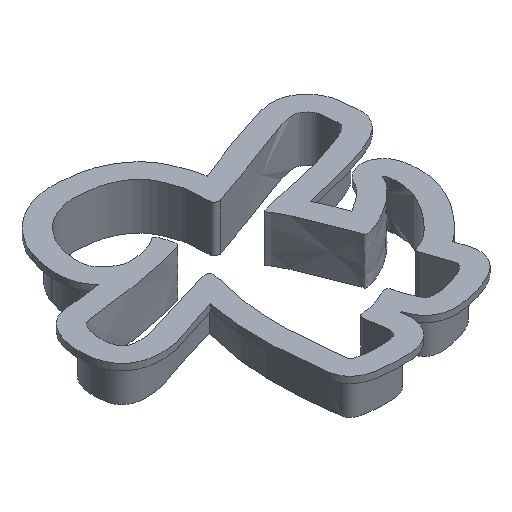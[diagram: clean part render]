
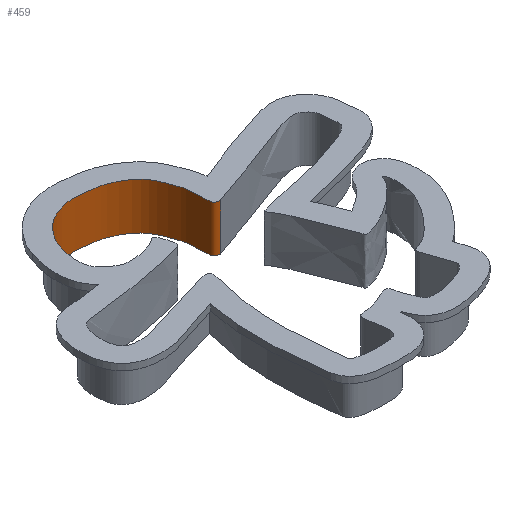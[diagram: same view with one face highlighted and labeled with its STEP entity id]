
A CAD part, isometric view. The second image highlights one B-rep face of the part: STEP entity #459.
In plain terms, the highlighted free-form (B-spline) face has degree [3, 1] with [33, 2] control points.
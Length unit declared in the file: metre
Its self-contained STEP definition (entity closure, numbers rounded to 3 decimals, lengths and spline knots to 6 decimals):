
#21=LINE('',#637,#45);
#22=LINE('',#656,#46);
#45=VECTOR('',#510,1.);
#46=VECTOR('',#511,1.);
#69=ORIENTED_EDGE('',*,*,#213,.T.);
#70=ORIENTED_EDGE('',*,*,#214,.F.);
#71=ORIENTED_EDGE('',*,*,#215,.F.);
#72=ORIENTED_EDGE('',*,*,#216,.T.);
#213=EDGE_CURVE('',#285,#286,#333,.T.);
#214=EDGE_CURVE('',#287,#286,#21,.T.);
#215=EDGE_CURVE('',#288,#287,#334,.T.);
#216=EDGE_CURVE('',#288,#285,#22,.T.);
#285=VERTEX_POINT('',#635);
#286=VERTEX_POINT('',#636);
#287=VERTEX_POINT('',#638);
#288=VERTEX_POINT('',#655);
#333=B_SPLINE_CURVE_WITH_KNOTS('',3,(#619,#620,#621,#622,#623,#624,#625,
#626,#627,#628,#629,#630,#631,#632,#633,#634),.UNSPECIFIED.,.F.,.F.,(4,
1,1,1,1,1,1,1,1,1,1,1,1,4),(0.,0.071315,0.151879,0.262613,
0.362796,0.438169,0.522596,0.610525,
0.703668,0.773684,0.82967,0.901348,0.944678,
1.),.UNSPECIFIED.);
#334=B_SPLINE_CURVE_WITH_KNOTS('',3,(#639,#640,#641,#642,#643,#644,#645,
#646,#647,#648,#649,#650,#651,#652,#653,#654),.UNSPECIFIED.,.F.,.F.,(4,
1,1,1,1,1,1,1,1,1,1,1,1,4),(0.,0.071315,0.151879,0.262613,
0.362796,0.438169,0.522596,0.610525,
0.703668,0.773684,0.82967,0.901348,0.944678,
1.),.UNSPECIFIED.);
#377=EDGE_LOOP('',(#69,#70,#71,#72));
#407=FACE_BOUND('',#377,.T.);
#437=B_SPLINE_SURFACE_WITH_KNOTS('',3,1,((#553,#554),(#555,#556),(#557,
#558),(#559,#560),(#561,#562),(#563,#564),(#565,#566),(#567,#568),(#569,
#570),(#571,#572),(#573,#574),(#575,#576),(#577,#578),(#579,#580),(#581,
#582),(#583,#584),(#585,#586),(#587,#588),(#589,#590),(#591,#592),(#593,
#594),(#595,#596),(#597,#598),(#599,#600),(#601,#602),(#603,#604),(#605,
#606),(#607,#608),(#609,#610),(#611,#612),(#613,#614),(#615,#616),(#617,
#618)),.SURF_OF_LINEAR_EXTRUSION.,.F.,.F.,.F.,(4,1,1,1,1,1,1,1,1,1,1,1,
1,1,1,1,1,1,1,1,1,1,1,1,1,1,1,1,1,1,4),(2,2),(0.,0.03125,0.0625,0.09375,
0.125,0.15625,0.1875,0.21875,0.25,0.28125,0.3125,0.34375,0.375,0.40625,
0.4375,0.5,0.53125,0.5625,0.59375,0.625,0.6875,0.71875,0.75,0.78125,0.8125,
0.84375,0.875,0.90625,0.9375,0.96875,1.),(0.,1.),.UNSPECIFIED.);
#459=ADVANCED_FACE('',(#407),#437,.F.);
#510=DIRECTION('',(0.,0.,-1.));
#511=DIRECTION('',(0.,0.,-1.));
#553=CARTESIAN_POINT('',(-0.029105,0.034738,0.0147));
#554=CARTESIAN_POINT('',(-0.029105,0.034738,0.));
#555=CARTESIAN_POINT('',(-0.028814,0.035613,0.0147));
#556=CARTESIAN_POINT('',(-0.028814,0.035613,0.));
#557=CARTESIAN_POINT('',(-0.028341,0.036765,0.0147));
#558=CARTESIAN_POINT('',(-0.028341,0.036765,0.));
#559=CARTESIAN_POINT('',(-0.027723,0.037636,0.0147));
#560=CARTESIAN_POINT('',(-0.027723,0.037636,0.));
#561=CARTESIAN_POINT('',(-0.026949,0.038755,0.0147));
#562=CARTESIAN_POINT('',(-0.026949,0.038755,0.));
#563=CARTESIAN_POINT('',(-0.025882,0.040211,0.0147));
#564=CARTESIAN_POINT('',(-0.025882,0.040211,0.));
#565=CARTESIAN_POINT('',(-0.024412,0.041727,0.0147));
#566=CARTESIAN_POINT('',(-0.024412,0.041727,0.));
#567=CARTESIAN_POINT('',(-0.022456,0.043128,0.0147));
#568=CARTESIAN_POINT('',(-0.022456,0.043128,0.));
#569=CARTESIAN_POINT('',(-0.020185,0.044305,0.0147));
#570=CARTESIAN_POINT('',(-0.020185,0.044305,0.));
#571=CARTESIAN_POINT('',(-0.017745,0.045158,0.0147));
#572=CARTESIAN_POINT('',(-0.017745,0.045158,0.));
#573=CARTESIAN_POINT('',(-0.015295,0.04555,0.0147));
#574=CARTESIAN_POINT('',(-0.015295,0.04555,0.));
#575=CARTESIAN_POINT('',(-0.01295,0.045543,0.0147));
#576=CARTESIAN_POINT('',(-0.01295,0.045543,0.));
#577=CARTESIAN_POINT('',(-0.010783,0.045326,0.0147));
#578=CARTESIAN_POINT('',(-0.010783,0.045326,0.));
#579=CARTESIAN_POINT('',(-0.008906,0.045085,0.0147));
#580=CARTESIAN_POINT('',(-0.008906,0.045085,0.));
#581=CARTESIAN_POINT('',(-0.007301,0.044882,0.0147));
#582=CARTESIAN_POINT('',(-0.007301,0.044882,0.));
#583=CARTESIAN_POINT('',(-0.005223,0.044448,0.0147));
#584=CARTESIAN_POINT('',(-0.005223,0.044448,0.));
#585=CARTESIAN_POINT('',(-0.002848,0.043519,0.0147));
#586=CARTESIAN_POINT('',(-0.002848,0.043519,0.));
#587=CARTESIAN_POINT('',(-0.000578,0.042227,0.0147));
#588=CARTESIAN_POINT('',(-0.000578,0.042227,0.));
#589=CARTESIAN_POINT('',(0.000984,0.041088,0.0147));
#590=CARTESIAN_POINT('',(0.000984,0.041088,0.));
#591=CARTESIAN_POINT('',(0.002379,0.039721,0.0147));
#592=CARTESIAN_POINT('',(0.002379,0.039721,0.));
#593=CARTESIAN_POINT('',(0.003958,0.03749,0.0147));
#594=CARTESIAN_POINT('',(0.003958,0.03749,0.));
#595=CARTESIAN_POINT('',(0.0051,0.034765,0.0147));
#596=CARTESIAN_POINT('',(0.0051,0.034765,0.));
#597=CARTESIAN_POINT('',(0.005914,0.032379,0.0147));
#598=CARTESIAN_POINT('',(0.005914,0.032379,0.));
#599=CARTESIAN_POINT('',(0.006355,0.030852,0.0147));
#600=CARTESIAN_POINT('',(0.006355,0.030852,0.));
#601=CARTESIAN_POINT('',(0.006565,0.029571,0.0147));
#602=CARTESIAN_POINT('',(0.006565,0.029571,0.));
#603=CARTESIAN_POINT('',(0.006548,0.028474,0.0147));
#604=CARTESIAN_POINT('',(0.006548,0.028474,0.));
#605=CARTESIAN_POINT('',(0.00659,0.027029,0.0147));
#606=CARTESIAN_POINT('',(0.00659,0.027029,0.));
#607=CARTESIAN_POINT('',(0.006758,0.025241,0.0147));
#608=CARTESIAN_POINT('',(0.006758,0.025241,0.));
#609=CARTESIAN_POINT('',(0.006859,0.023744,0.0147));
#610=CARTESIAN_POINT('',(0.006859,0.023744,0.));
#611=CARTESIAN_POINT('',(0.00685,0.022929,0.0147));
#612=CARTESIAN_POINT('',(0.00685,0.022929,0.));
#613=CARTESIAN_POINT('',(0.007277,0.022033,0.0147));
#614=CARTESIAN_POINT('',(0.007277,0.022033,0.));
#615=CARTESIAN_POINT('',(0.008223,0.02175,0.0147));
#616=CARTESIAN_POINT('',(0.008223,0.02175,0.));
#617=CARTESIAN_POINT('',(0.00896,0.021834,0.0147));
#618=CARTESIAN_POINT('',(0.00896,0.021834,0.));
#619=CARTESIAN_POINT('',(-0.029105,0.034738,0.));
#620=CARTESIAN_POINT('',(-0.028442,0.036735,0.));
#621=CARTESIAN_POINT('',(-0.027628,0.037644,0.));
#622=CARTESIAN_POINT('',(-0.024786,0.042128,0.));
#623=CARTESIAN_POINT('',(-0.016942,0.04616,0.));
#624=CARTESIAN_POINT('',(-0.00972,0.045158,0.));
#625=CARTESIAN_POINT('',(-0.005687,0.044731,0.));
#626=CARTESIAN_POINT('',(-0.000838,0.042649,0.));
#627=CARTESIAN_POINT('',(0.003386,0.039164,0.));
#628=CARTESIAN_POINT('',(0.005636,0.033406,0.));
#629=CARTESIAN_POINT('',(0.006646,0.029921,0.));
#630=CARTESIAN_POINT('',(0.006476,0.027769,0.));
#631=CARTESIAN_POINT('',(0.006901,0.02406,0.));
#632=CARTESIAN_POINT('',(0.006801,0.022656,0.));
#633=CARTESIAN_POINT('',(0.007656,0.021686,0.));
#634=CARTESIAN_POINT('',(0.00896,0.021834,0.));
#635=CARTESIAN_POINT('',(-0.029105,0.034738,0.));
#636=CARTESIAN_POINT('',(0.00896,0.021834,0.));
#637=CARTESIAN_POINT('',(0.00896,0.021834,0.0127));
#638=CARTESIAN_POINT('',(0.00896,0.021834,0.0147));
#639=CARTESIAN_POINT('',(-0.029105,0.034738,0.0147));
#640=CARTESIAN_POINT('',(-0.028442,0.036735,0.0147));
#641=CARTESIAN_POINT('',(-0.027628,0.037644,0.0147));
#642=CARTESIAN_POINT('',(-0.024786,0.042128,0.0147));
#643=CARTESIAN_POINT('',(-0.016942,0.04616,0.0147));
#644=CARTESIAN_POINT('',(-0.00972,0.045158,0.0147));
#645=CARTESIAN_POINT('',(-0.005687,0.044731,0.0147));
#646=CARTESIAN_POINT('',(-0.000838,0.042649,0.0147));
#647=CARTESIAN_POINT('',(0.003386,0.039164,0.0147));
#648=CARTESIAN_POINT('',(0.005636,0.033406,0.0147));
#649=CARTESIAN_POINT('',(0.006646,0.029921,0.0147));
#650=CARTESIAN_POINT('',(0.006476,0.027769,0.0147));
#651=CARTESIAN_POINT('',(0.006901,0.02406,0.0147));
#652=CARTESIAN_POINT('',(0.006801,0.022656,0.0147));
#653=CARTESIAN_POINT('',(0.007656,0.021686,0.0147));
#654=CARTESIAN_POINT('',(0.00896,0.021834,0.0147));
#655=CARTESIAN_POINT('',(-0.029105,0.034738,0.0147));
#656=CARTESIAN_POINT('',(-0.029105,0.034738,0.0127));
